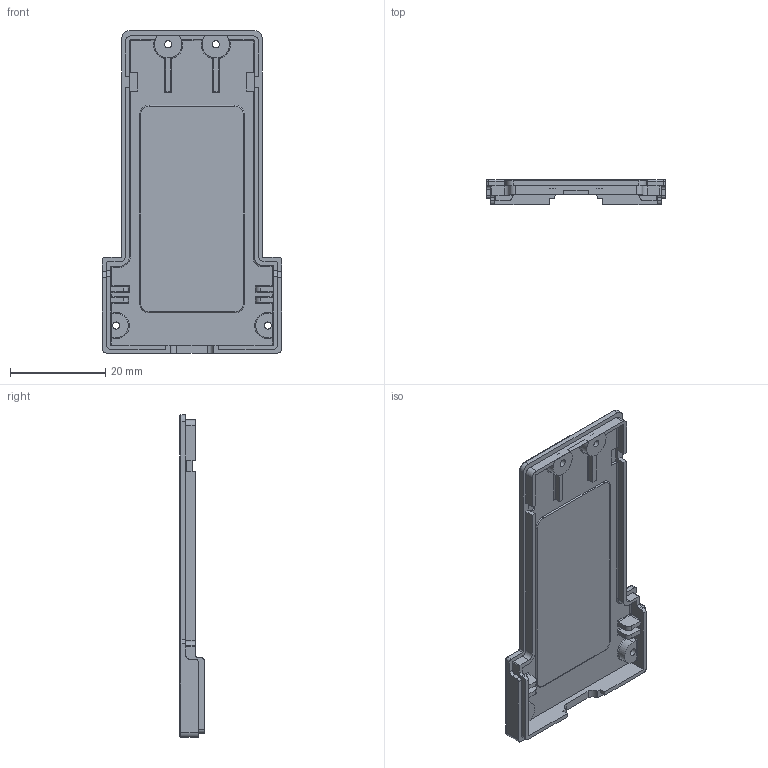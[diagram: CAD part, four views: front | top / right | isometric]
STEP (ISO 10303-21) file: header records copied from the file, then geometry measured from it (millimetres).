
FILE_DESCRIPTION(/* description */ (''),/* implementation_level */ '2;1');
FILE_NAME(/* name */ 'Case bottom.step',/* time_stamp */ '2021-12-02T00:28:57+06:00',/* author */ (''),/* organization */ (''),/* preprocessor_version */ 'ST-DEVELOPER v18.1',/* originating_system */ 'Autodesk Translation Framework v10.10.0.1391',/* authorisation */ '');
FILE_SCHEMA (('AUTOMOTIVE_DESIGN { 1 0 10303 214 3 1 1 }'));
Length unit declared in the file: millimetre
Products named in the file (2): iphone_11_pro_R1; Case bottom
Assembly tree (1 placements, depth 2):
  iphone_11_pro_R1
    Case bottom
Bounding box: 37.7 x 5.14 x 67.7 mm (x, y, z)
Volume: 3396.3 mm3; surface area: 5812.9 mm2
Topology: 1 solids, 1 shells, 270 faces, 705 edges, 442 vertices
Faces by surface type: cylinder 116, plane 104, torus 34, bspline 16
Full cylindrical faces by diameter (mm): 1.5 x4, 3.5 x4
Entity records: 8680 total; most frequent: CARTESIAN_POINT 1804, DIRECTION 1502, ORIENTED_EDGE 1408, EDGE_CURVE 704, AXIS2_PLACEMENT_3D 550, VERTEX_POINT 442, LINE 402, VECTOR 402
